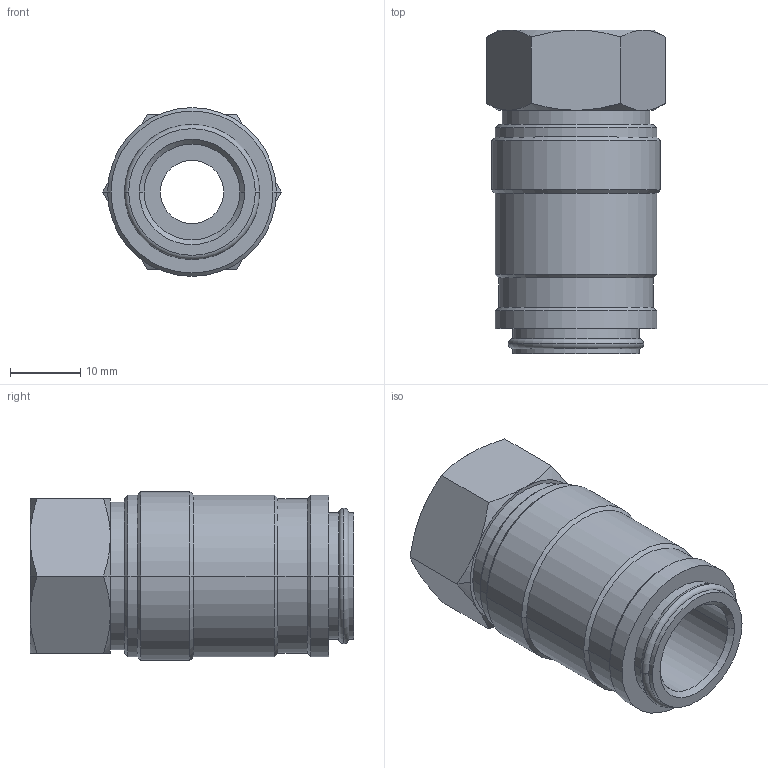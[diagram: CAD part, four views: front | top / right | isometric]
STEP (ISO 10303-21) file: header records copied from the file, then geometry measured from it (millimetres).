
FILE_DESCRIPTION(('STEP AP214'),'1');
FILE_NAME('esd_38_iab.stp','2020-04-22T06:13:13',('TraceParts'),('TraceParts S.A.'),'Spatial InterOp 3D',' ',' ');
FILE_SCHEMA(('automotive_design'));
Length unit declared in the file: millimetre
Products named in the file (1): 1
Bounding box: 25.4 x 46 x 24 mm (x, y, z)
Volume: 13232.9 mm3; surface area: 5868.7 mm2
Topology: 1 solids, 1 shells, 69 faces, 142 edges, 80 vertices
Faces by surface type: cone 30, cylinder 22, plane 13, torus 4
Entity records: 2392 total; most frequent: CARTESIAN_POINT 388, DIRECTION 330, ORIENTED_EDGE 284, AXIS2_PLACEMENT_3D 142, EDGE_CURVE 142, VERTEX_POINT 80, EDGE_LOOP 76, CIRCLE 72
